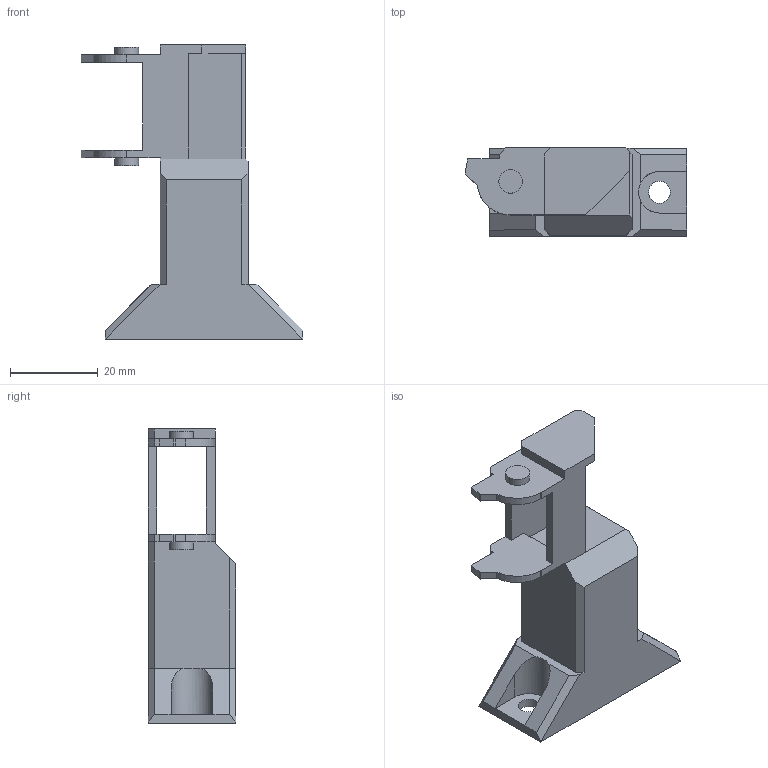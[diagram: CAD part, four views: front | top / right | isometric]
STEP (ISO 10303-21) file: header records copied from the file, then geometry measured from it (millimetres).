
FILE_DESCRIPTION(/* description */ ('','CAx-IF Rec.Pracs.---Representation and Presentation of Product Manufacturing Information (PMI)---3.8---2014-02-18'),/* implementation_level */ '2;1');
FILE_NAME(/* name */ 'Cable_Chain_Mount_2x_5015_Frame.stp',/* time_stamp */ '2021-03-12T20:21:56+01:00',/* author */ ('Thomas'),/* organization */ (''),/* preprocessor_version */ 'ST-DEVELOPER v16.5',/* originating_system */ 'Autodesk Inventor 2017',/* authorisation */ '');
FILE_SCHEMA (('AP242_MANAGED_MODEL_BASED_3D_ENGINEERING_MIM_LF { 1 0 10303 442 1 1 4 }'));
Length unit declared in the file: millimetre
Products named in the file (1): New_Mod
Bounding box: 50.5 x 20 x 67 mm (x, y, z)
Volume: 21937 mm3; surface area: 8572.6 mm2
Topology: 1 solids, 1 shells, 80 faces, 228 edges, 150 vertices
Faces by surface type: plane 70, cylinder 10
Full cylindrical faces by diameter (mm): 5 x2, 5.4 x2
Entity records: 2584 total; most frequent: CARTESIAN_POINT 455, ORIENTED_EDGE 448, DIRECTION 410, EDGE_CURVE 224, LINE 200, VECTOR 200, VERTEX_POINT 150, AXIS2_PLACEMENT_3D 105
